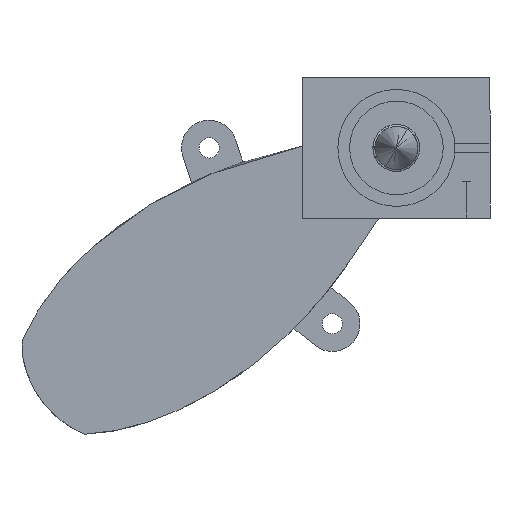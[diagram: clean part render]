
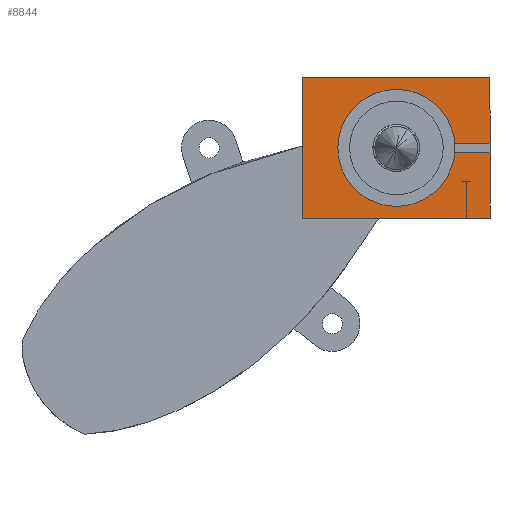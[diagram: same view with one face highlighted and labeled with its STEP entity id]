
A CAD part, front view. The second image highlights one B-rep face of the part: STEP entity #8844.
In plain terms, the highlighted planar face has unit normal (0, -1, 0).
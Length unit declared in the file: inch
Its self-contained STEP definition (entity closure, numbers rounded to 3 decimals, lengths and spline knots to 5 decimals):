
#181 = CIRCLE ( 'NONE', #12742, 0.525 ) ;
#392 = VERTEX_POINT ( 'NONE', #7746 ) ;
#466 = CARTESIAN_POINT ( 'NONE',  ( 0., 0., 0.05 ) ) ;
#523 = CARTESIAN_POINT ( 'NONE',  ( 0., 0., 0. ) ) ;
#578 = DIRECTION ( 'NONE',  ( 0., 0., -1. ) ) ;
#787 = CARTESIAN_POINT ( 'NONE',  ( 1., 0., -0.05 ) ) ;
#1549 = CARTESIAN_POINT ( 'NONE',  ( 0.52261, 0., 0.05 ) ) ;
#1565 = PLANE ( 'NONE',  #15810 ) ;
#1852 = ORIENTED_EDGE ( 'NONE', *, *, #14090, .F. ) ;
#1938 = VERTEX_POINT ( 'NONE', #9957 ) ;
#2140 = ORIENTED_EDGE ( 'NONE', *, *, #8696, .F. ) ;
#2372 = CIRCLE ( 'NONE', #8916, 0.525 ) ;
#2475 = CARTESIAN_POINT ( 'NONE',  ( -1., 0., 0.75 ) ) ;
#2557 = LINE ( 'NONE', #466, #7477 ) ;
#2693 = CARTESIAN_POINT ( 'NONE',  ( -1., 0., -0.75 ) ) ;
#2803 = CARTESIAN_POINT ( 'NONE',  ( -1., 0., -0.75 ) ) ;
#2934 = DIRECTION ( 'NONE',  ( 0., -1., 0. ) ) ;
#2965 = EDGE_CURVE ( 'NONE', #12846, #392, #11419, .T. ) ;
#3147 = ORIENTED_EDGE ( 'NONE', *, *, #12559, .T. ) ;
#3373 = EDGE_CURVE ( 'NONE', #8610, #7186, #2372, .T. ) ;
#3590 = EDGE_CURVE ( 'NONE', #12846, #7141, #5338, .T. ) ;
#3865 = CARTESIAN_POINT ( 'NONE',  ( 0., 0., 0. ) ) ;
#4276 = LINE ( 'NONE', #10357, #6447 ) ;
#4360 = CARTESIAN_POINT ( 'NONE',  ( -1., 0., 0.75 ) ) ;
#4396 = VERTEX_POINT ( 'NONE', #2803 ) ;
#5066 = CARTESIAN_POINT ( 'NONE',  ( 0., 0., 0. ) ) ;
#5128 = CARTESIAN_POINT ( 'NONE',  ( 0., 0., -0.525 ) ) ;
#5173 = ORIENTED_EDGE ( 'NONE', *, *, #10987, .F. ) ;
#5338 = LINE ( 'NONE', #5356, #15169 ) ;
#5356 = CARTESIAN_POINT ( 'NONE',  ( 1., 0., 0.75 ) ) ;
#5428 = VECTOR ( 'NONE', #7640, 39.37008 ) ;
#6163 = EDGE_CURVE ( 'NONE', #7186, #8511, #2557, .T. ) ;
#6234 = CARTESIAN_POINT ( 'NONE',  ( 0., 0., 0. ) ) ;
#6447 = VECTOR ( 'NONE', #8977, 39.37008 ) ;
#6593 = ORIENTED_EDGE ( 'NONE', *, *, #6163, .T. ) ;
#7141 = VERTEX_POINT ( 'NONE', #9119 ) ;
#7172 = ORIENTED_EDGE ( 'NONE', *, *, #7941, .T. ) ;
#7186 = VERTEX_POINT ( 'NONE', #1549 ) ;
#7314 = AXIS2_PLACEMENT_3D ( 'NONE', #3865, #10187, #15201 ) ;
#7473 = ORIENTED_EDGE ( 'NONE', *, *, #9264, .F. ) ;
#7477 = VECTOR ( 'NONE', #8204, 39.37008 ) ;
#7640 = DIRECTION ( 'NONE',  ( -1., 0., 0. ) ) ;
#7746 = CARTESIAN_POINT ( 'NONE',  ( 0.52261, 0., -0.05 ) ) ;
#7941 = EDGE_CURVE ( 'NONE', #392, #13634, #181, .T. ) ;
#8204 = DIRECTION ( 'NONE',  ( 1., 0., 0. ) ) ;
#8511 = VERTEX_POINT ( 'NONE', #13151 ) ;
#8610 = VERTEX_POINT ( 'NONE', #12400 ) ;
#8696 = EDGE_CURVE ( 'NONE', #1938, #8511, #4276, .T. ) ;
#8728 = DIRECTION ( 'NONE',  ( 0., 0., 1. ) ) ;
#8799 = DIRECTION ( 'NONE',  ( 0., 0., 1. ) ) ;
#8844 = ADVANCED_FACE ( 'NONE', ( #10575 ), #1565, .T. ) ;
#8916 = AXIS2_PLACEMENT_3D ( 'NONE', #6234, #12490, #8799 ) ;
#8930 = CARTESIAN_POINT ( 'NONE',  ( 0., 0., -0.05 ) ) ;
#8937 = ORIENTED_EDGE ( 'NONE', *, *, #3590, .F. ) ;
#8977 = DIRECTION ( 'NONE',  ( 0., 0., -1. ) ) ;
#9119 = CARTESIAN_POINT ( 'NONE',  ( 1., 0., -0.75 ) ) ;
#9264 = EDGE_CURVE ( 'NONE', #16317, #1938, #11527, .T. ) ;
#9328 = CIRCLE ( 'NONE', #7314, 0.525 ) ;
#9957 = CARTESIAN_POINT ( 'NONE',  ( 1., 0., 0.75 ) ) ;
#10177 = VECTOR ( 'NONE', #14444, 39.37008 ) ;
#10187 = DIRECTION ( 'NONE',  ( 0., 1., 0. ) ) ;
#10357 = CARTESIAN_POINT ( 'NONE',  ( 1., 0., 0.75 ) ) ;
#10575 = FACE_OUTER_BOUND ( 'NONE', #15611, .T. ) ;
#10683 = ORIENTED_EDGE ( 'NONE', *, *, #2965, .T. ) ;
#10987 = EDGE_CURVE ( 'NONE', #7141, #4396, #14106, .T. ) ;
#11016 = CARTESIAN_POINT ( 'NONE',  ( -1., 0., 0.75 ) ) ;
#11419 = LINE ( 'NONE', #8930, #13016 ) ;
#11437 = DIRECTION ( 'NONE',  ( 0., 0., -1. ) ) ;
#11527 = LINE ( 'NONE', #2475, #13533 ) ;
#12400 = CARTESIAN_POINT ( 'NONE',  ( 0., 0., 0.525 ) ) ;
#12490 = DIRECTION ( 'NONE',  ( 0., 1., 0. ) ) ;
#12531 = DIRECTION ( 'NONE',  ( 1., 0., 0. ) ) ;
#12559 = EDGE_CURVE ( 'NONE', #13634, #8610, #9328, .T. ) ;
#12742 = AXIS2_PLACEMENT_3D ( 'NONE', #5066, #15085, #8728 ) ;
#12846 = VERTEX_POINT ( 'NONE', #787 ) ;
#12964 = ORIENTED_EDGE ( 'NONE', *, *, #3373, .T. ) ;
#13016 = VECTOR ( 'NONE', #15275, 39.37008 ) ;
#13151 = CARTESIAN_POINT ( 'NONE',  ( 1., 0., 0.05 ) ) ;
#13533 = VECTOR ( 'NONE', #12531, 39.37008 ) ;
#13634 = VERTEX_POINT ( 'NONE', #5128 ) ;
#14090 = EDGE_CURVE ( 'NONE', #4396, #16317, #16085, .T. ) ;
#14106 = LINE ( 'NONE', #2693, #5428 ) ;
#14444 = DIRECTION ( 'NONE',  ( 0., 0., 1. ) ) ;
#15085 = DIRECTION ( 'NONE',  ( 0., 1., 0. ) ) ;
#15169 = VECTOR ( 'NONE', #11437, 39.37008 ) ;
#15201 = DIRECTION ( 'NONE',  ( 0., 0., 1. ) ) ;
#15275 = DIRECTION ( 'NONE',  ( -1., 0., 0. ) ) ;
#15611 = EDGE_LOOP ( 'NONE', ( #10683, #7172, #3147, #12964, #6593, #2140, #7473, #1852, #5173, #8937 ) ) ;
#15810 = AXIS2_PLACEMENT_3D ( 'NONE', #523, #2934, #578 ) ;
#16085 = LINE ( 'NONE', #4360, #10177 ) ;
#16317 = VERTEX_POINT ( 'NONE', #11016 ) ;
